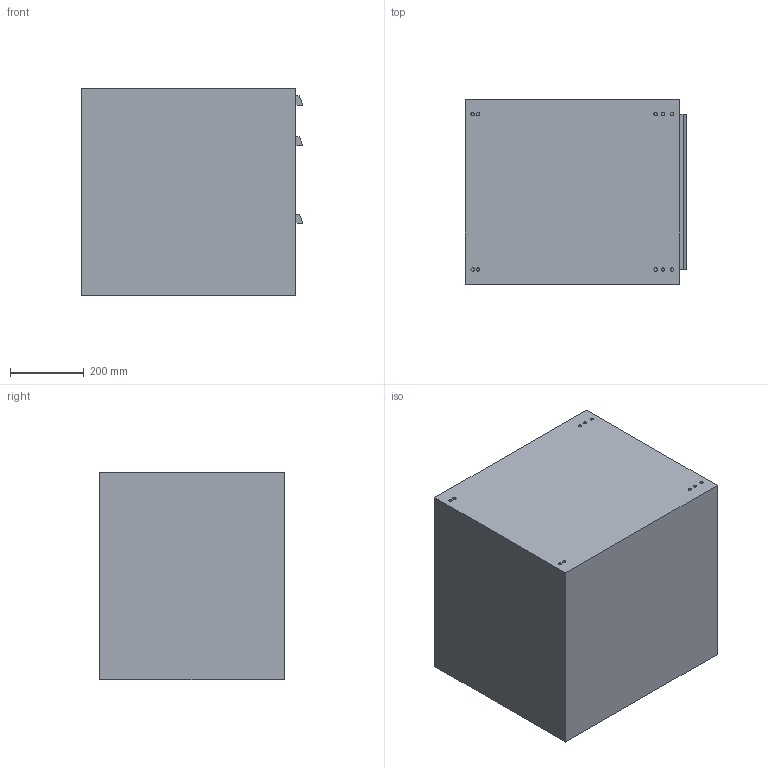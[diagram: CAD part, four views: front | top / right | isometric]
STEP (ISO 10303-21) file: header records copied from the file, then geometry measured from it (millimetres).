
FILE_DESCRIPTION(/* description */ ('Schubfach-Unterschrank 100/200/200'),/* implementation_level */ '2;1');
FILE_NAME(/* name */ 'ZEI_CAD_320819-2-REV00_#SALL_#AIN_#V1.step',/* time_stamp */ '2022-09-15T22:45:06+02:00',/* author */ ('MiniTec'),/* organization */ ('MiniTec GmbH & Co.KG'),/* preprocessor_version */ 'ST-DEVELOPER v18.1',/* originating_system */ 'Autodesk Inventor 2021',/* authorisation */ '');
FILE_SCHEMA (('CONFIG_CONTROL_DESIGN'));
Length unit declared in the file: millimetre
Products named in the file (1): MTW_1-00014454
Bounding box: 599.52 x 500 x 560 mm (x, y, z)
Volume: 163034360.8 mm3; surface area: 1838521.8 mm2
Topology: 1 solids, 1 shells, 53 faces, 114 edges, 76 vertices
Faces by surface type: plane 37, cylinder 16
Full cylindrical faces by diameter (mm): 9 x10
Entity records: 1535 total; most frequent: DIRECTION 254, CARTESIAN_POINT 244, ORIENTED_EDGE 228, EDGE_CURVE 114, AXIS2_PLACEMENT_3D 86, LINE 82, VECTOR 82, VERTEX_POINT 76
